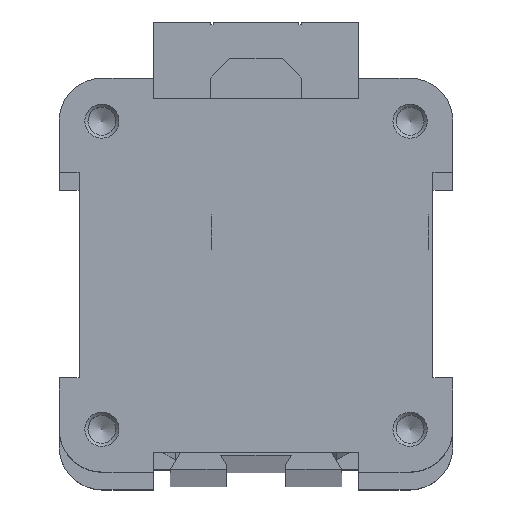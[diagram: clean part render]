
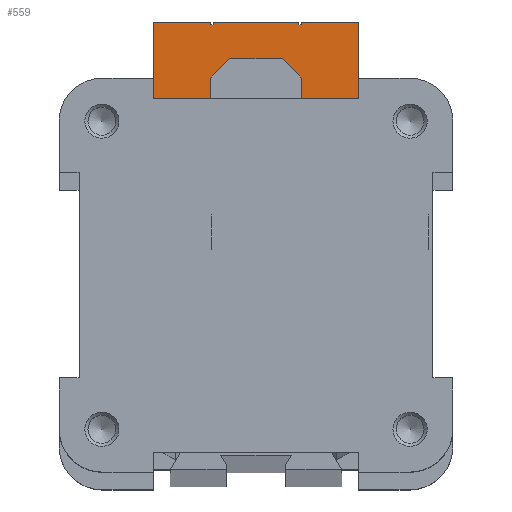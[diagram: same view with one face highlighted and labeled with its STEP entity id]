
A CAD part, top view. The second image highlights one B-rep face of the part: STEP entity #559.
In plain terms, the highlighted planar face has unit normal (0, 0, 1).
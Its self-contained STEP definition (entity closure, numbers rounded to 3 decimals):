
#559 = ADVANCED_FACE( '', ( #1182 ), #1183, .T. );
#1182 = FACE_OUTER_BOUND( '', #1881, .T. );
#1183 = PLANE( '', #1882 );
#1881 = EDGE_LOOP( '', ( #3296, #3297, #3298, #3299, #3300, #3301, #3302, #3303, #3304, #3305, #3306, #3307, #3308, #3309, #3310, #3311 ) );
#1882 = AXIS2_PLACEMENT_3D( '', #3312, #3313, #3314 );
#3296 = ORIENTED_EDGE( '', *, *, #4626, .T. );
#3297 = ORIENTED_EDGE( '', *, *, #4321, .T. );
#3298 = ORIENTED_EDGE( '', *, *, #4544, .T. );
#3299 = ORIENTED_EDGE( '', *, *, #4547, .T. );
#3300 = ORIENTED_EDGE( '', *, *, #4181, .T. );
#3301 = ORIENTED_EDGE( '', *, *, #4400, .T. );
#3302 = ORIENTED_EDGE( '', *, *, #4432, .T. );
#3303 = ORIENTED_EDGE( '', *, *, #4623, .T. );
#3304 = ORIENTED_EDGE( '', *, *, #4172, .T. );
#3305 = ORIENTED_EDGE( '', *, *, #4628, .T. );
#3306 = ORIENTED_EDGE( '', *, *, #4355, .T. );
#3307 = ORIENTED_EDGE( '', *, *, #4564, .T. );
#3308 = ORIENTED_EDGE( '', *, *, #4350, .T. );
#3309 = ORIENTED_EDGE( '', *, *, #4629, .T. );
#3310 = ORIENTED_EDGE( '', *, *, #4301, .T. );
#3311 = ORIENTED_EDGE( '', *, *, #4487, .T. );
#3312 = CARTESIAN_POINT( '', ( 0., 0., 826. ) );
#3313 = DIRECTION( '', ( 0., 0., 1. ) );
#3314 = DIRECTION( '', ( 1., 0., 0. ) );
#4172 = EDGE_CURVE( '', #5010, #5008, #5011, .T. );
#4181 = EDGE_CURVE( '', #5025, #5023, #5026, .T. );
#4301 = EDGE_CURVE( '', #5233, #5231, #5234, .T. );
#4321 = EDGE_CURVE( '', #5264, #5261, #5265, .T. );
#4350 = EDGE_CURVE( '', #5307, #5305, #5308, .T. );
#4355 = EDGE_CURVE( '', #5316, #5314, #5317, .T. );
#4400 = EDGE_CURVE( '', #5023, #5380, #5381, .T. );
#4432 = EDGE_CURVE( '', #5380, #5425, #5427, .T. );
#4487 = EDGE_CURVE( '', #5231, #5506, #5508, .T. );
#4544 = EDGE_CURVE( '', #5261, #5591, #5593, .T. );
#4547 = EDGE_CURVE( '', #5591, #5025, #5596, .T. );
#4564 = EDGE_CURVE( '', #5314, #5307, #5617, .T. );
#4623 = EDGE_CURVE( '', #5425, #5010, #5694, .T. );
#4626 = EDGE_CURVE( '', #5506, #5264, #5697, .T. );
#4628 = EDGE_CURVE( '', #5008, #5316, #5699, .T. );
#4629 = EDGE_CURVE( '', #5305, #5233, #5700, .T. );
#5008 = VERTEX_POINT( '', #6170 );
#5010 = VERTEX_POINT( '', #6173 );
#5011 = LINE( '', #6174, #6175 );
#5023 = VERTEX_POINT( '', #6192 );
#5025 = VERTEX_POINT( '', #6195 );
#5026 = LINE( '', #6196, #6197 );
#5231 = VERTEX_POINT( '', #6479 );
#5233 = VERTEX_POINT( '', #6482 );
#5234 = LINE( '', #6483, #6484 );
#5261 = VERTEX_POINT( '', #6521 );
#5264 = VERTEX_POINT( '', #6525 );
#5265 = LINE( '', #6526, #6527 );
#5305 = VERTEX_POINT( '', #6583 );
#5307 = VERTEX_POINT( '', #6586 );
#5308 = LINE( '', #6587, #6588 );
#5314 = VERTEX_POINT( '', #6596 );
#5316 = VERTEX_POINT( '', #6599 );
#5317 = LINE( '', #6600, #6601 );
#5380 = VERTEX_POINT( '', #6690 );
#5381 = LINE( '', #6691, #6692 );
#5425 = VERTEX_POINT( '', #6753 );
#5427 = LINE( '', #6756, #6757 );
#5506 = VERTEX_POINT( '', #6871 );
#5508 = LINE( '', #6874, #6875 );
#5591 = VERTEX_POINT( '', #6992 );
#5593 = LINE( '', #6995, #6996 );
#5596 = CIRCLE( '', #6999, 20. );
#5617 = LINE( '', #7030, #7031 );
#5694 = LINE( '', #7143, #7144 );
#5697 = LINE( '', #7148, #7149 );
#5699 = LINE( '', #7151, #7152 );
#5700 = LINE( '', #7153, #7154 );
#6170 = CARTESIAN_POINT( '', ( 8., 44., 826. ) );
#6173 = CARTESIAN_POINT( '', ( 8., 44.5, 826. ) );
#6174 = CARTESIAN_POINT( '', ( 8., 44.5, 826. ) );
#6175 = VECTOR( '', #7507, 1000. );
#6192 = CARTESIAN_POINT( '', ( 4., 29., 826. ) );
#6195 = CARTESIAN_POINT( '', ( 4., 19.596, 826. ) );
#6196 = CARTESIAN_POINT( '', ( 4., 19.596, 826. ) );
#6197 = VECTOR( '', #7514, 1000. );
#6479 = CARTESIAN_POINT( '', ( -8., 44.5, 826. ) );
#6482 = CARTESIAN_POINT( '', ( -8., 44., 826. ) );
#6483 = CARTESIAN_POINT( '', ( -8., 44., 826. ) );
#6484 = VECTOR( '', #7662, 1000. );
#6521 = CARTESIAN_POINT( '', ( -4., 29., 826. ) );
#6525 = CARTESIAN_POINT( '', ( -18., 29., 826. ) );
#6526 = CARTESIAN_POINT( '', ( -18., 29., 826. ) );
#6527 = VECTOR( '', #7680, 1000. );
#6583 = CARTESIAN_POINT( '', ( -7.5, 44., 826. ) );
#6586 = CARTESIAN_POINT( '', ( -7.5, 44.5, 826. ) );
#6587 = CARTESIAN_POINT( '', ( -7.5, 44.5, 826. ) );
#6588 = VECTOR( '', #7707, 1000. );
#6596 = CARTESIAN_POINT( '', ( 7.5, 44.5, 826. ) );
#6599 = CARTESIAN_POINT( '', ( 7.5, 44., 826. ) );
#6600 = CARTESIAN_POINT( '', ( 7.5, 44., 826. ) );
#6601 = VECTOR( '', #7711, 1000. );
#6690 = CARTESIAN_POINT( '', ( 18., 29., 826. ) );
#6691 = CARTESIAN_POINT( '', ( -18., 29., 826. ) );
#6692 = VECTOR( '', #7756, 1000. );
#6753 = CARTESIAN_POINT( '', ( 18., 44.5, 826. ) );
#6756 = CARTESIAN_POINT( '', ( 18., 29., 826. ) );
#6757 = VECTOR( '', #7784, 1000. );
#6871 = CARTESIAN_POINT( '', ( -18., 44.5, 826. ) );
#6874 = CARTESIAN_POINT( '', ( -8., 44.5, 826. ) );
#6875 = VECTOR( '', #7827, 1000. );
#6992 = CARTESIAN_POINT( '', ( -4., 19.596, 826. ) );
#6995 = CARTESIAN_POINT( '', ( -4., 29., 826. ) );
#6996 = VECTOR( '', #7908, 1000. );
#6999 = AXIS2_PLACEMENT_3D( '', #7912, #7913, #7914 );
#7030 = CARTESIAN_POINT( '', ( 7.5, 44.5, 826. ) );
#7031 = VECTOR( '', #7925, 1000. );
#7143 = CARTESIAN_POINT( '', ( 18., 44.5, 826. ) );
#7144 = VECTOR( '', #7973, 1000. );
#7148 = CARTESIAN_POINT( '', ( -18., 44.5, 826. ) );
#7149 = VECTOR( '', #7975, 1000. );
#7151 = CARTESIAN_POINT( '', ( 8., 44., 826. ) );
#7152 = VECTOR( '', #7976, 1000. );
#7153 = CARTESIAN_POINT( '', ( -7.5, 44., 826. ) );
#7154 = VECTOR( '', #7977, 1000. );
#7507 = DIRECTION( '', ( 0., -1., 0. ) );
#7514 = DIRECTION( '', ( 0., 1., 0. ) );
#7662 = DIRECTION( '', ( 0., 1., 0. ) );
#7680 = DIRECTION( '', ( 1., 0., 0. ) );
#7707 = DIRECTION( '', ( 0., -1., 0. ) );
#7711 = DIRECTION( '', ( 0., 1., 0. ) );
#7756 = DIRECTION( '', ( 1., 0., 0. ) );
#7784 = DIRECTION( '', ( 0., 1., 0. ) );
#7827 = DIRECTION( '', ( -1., 0., 0. ) );
#7908 = DIRECTION( '', ( 0., -1., 0. ) );
#7912 = CARTESIAN_POINT( '', ( 0., 0., 826. ) );
#7913 = DIRECTION( '', ( 0., 0., 1. ) );
#7914 = DIRECTION( '', ( 1., 0., 0. ) );
#7925 = DIRECTION( '', ( -1., 0., 0. ) );
#7973 = DIRECTION( '', ( -1., 0., 0. ) );
#7975 = DIRECTION( '', ( 0., -1., 0. ) );
#7976 = DIRECTION( '', ( -1., 0., 0. ) );
#7977 = DIRECTION( '', ( -1., 0., 0. ) );
